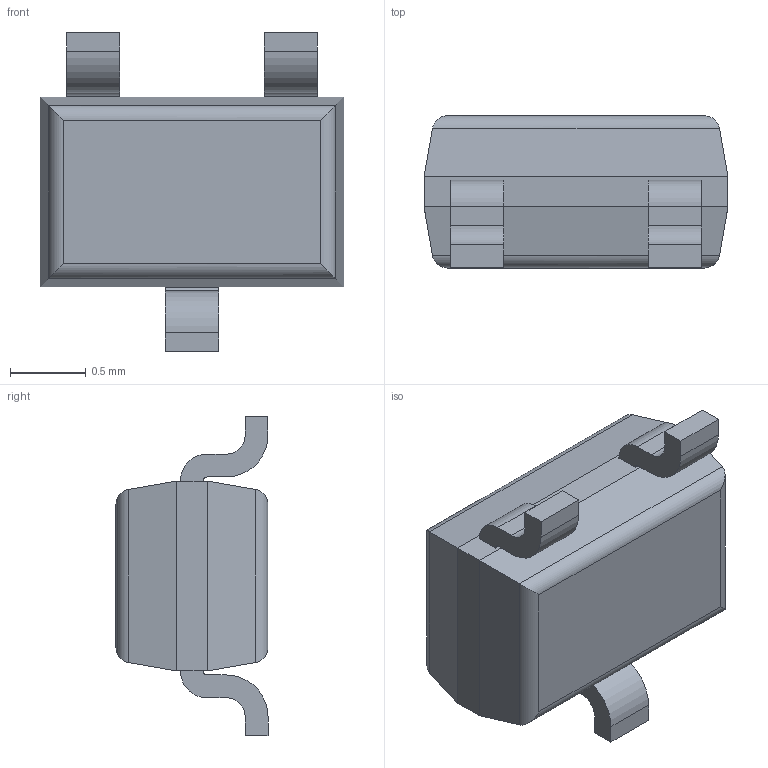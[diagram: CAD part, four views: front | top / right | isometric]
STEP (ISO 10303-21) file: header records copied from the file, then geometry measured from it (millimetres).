
FILE_DESCRIPTION (( 'STEP AP214' ), '1' );
FILE_NAME ( 'SOT23-3P65_210X100L36X35.STEP', '2018-03-24T18:05:21', ( '' ), ( '' ), 'Part was generated with the free Library Expert Lite available at www.PCBLibraries.com. Removing line will violate the End User License Agreement.', '©2017 PCB Libraries, Inc.', '' );
FILE_SCHEMA (( 'AUTOMOTIVE_DESIGN' ));
Length unit declared in the file: millimetre
Products named in the file (1): SOT23-3P65_210X100L36X35
Bounding box: 2 x 1 x 2.1 mm (x, y, z)
Volume: 2.4 mm3; surface area: 12.6 mm2
Topology: 4 solids, 4 shells, 64 faces, 152 edges, 96 vertices
Faces by surface type: plane 44, cylinder 20
Entity records: 1875 total; most frequent: CARTESIAN_POINT 337, ORIENTED_EDGE 304, DIRECTION 298, EDGE_CURVE 152, VECTOR 120, LINE 120, VERTEX_POINT 96, AXIS2_PLACEMENT_3D 89
